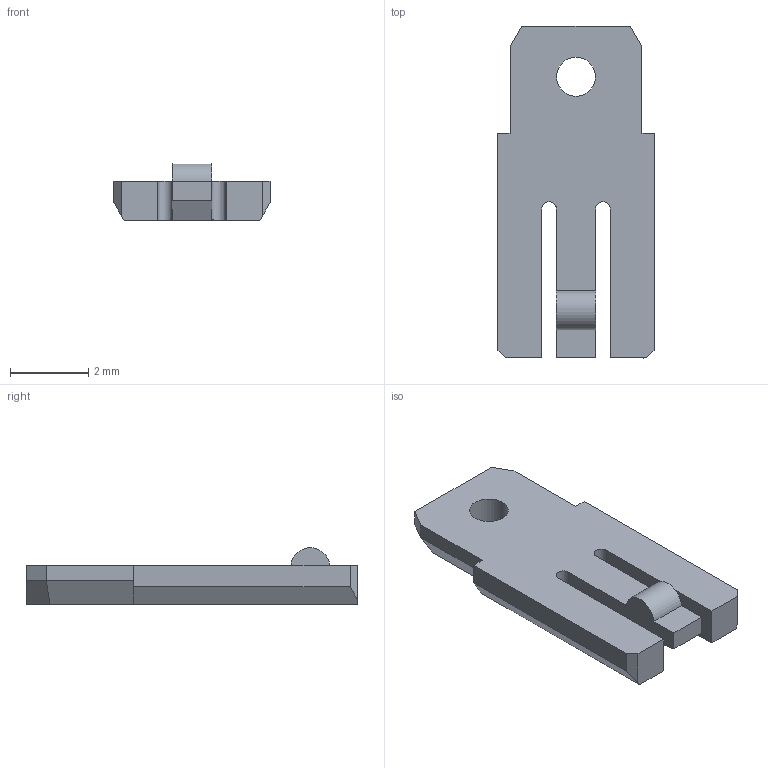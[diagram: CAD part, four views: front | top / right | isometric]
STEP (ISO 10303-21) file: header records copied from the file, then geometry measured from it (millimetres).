
FILE_DESCRIPTION(/* description */ (''),/* implementation_level */ '2;1');
FILE_NAME(/* name */ '100120363ugm000_b.stp',/* time_stamp */ '2015-06-25T09:35:55+02:00',/* author */ (''),/* organization */ (''),/* preprocessor_version */ 'ST-DEVELOPER v15',/* originating_system */ 'SIEMENS PLM Software NX 8.5',/* authorisation */ '');
FILE_SCHEMA (('AUTOMOTIVE_DESIGN { 1 0 10303 214 3 1 1 1 }'));
Length unit declared in the file: millimetre
Products named in the file (1): 100120363ugm000_b
Bounding box: 4 x 8.5 x 1.45 mm (x, y, z)
Volume: 26.4 mm3; surface area: 94.7 mm2
Topology: 1 solids, 1 shells, 32 faces, 88 edges, 59 vertices
Faces by surface type: plane 28, cylinder 4
Full cylindrical faces by diameter (mm): 1 x1
Entity records: 1047 total; most frequent: CARTESIAN_POINT 179, ORIENTED_EDGE 174, DIRECTION 163, EDGE_CURVE 87, LINE 77, VECTOR 77, VERTEX_POINT 58, AXIS2_PLACEMENT_3D 43
